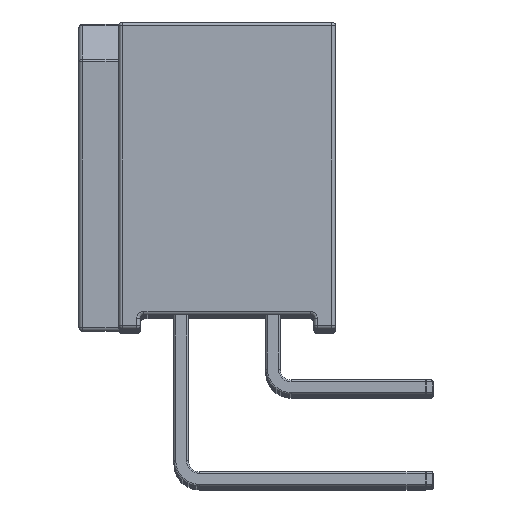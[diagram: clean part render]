
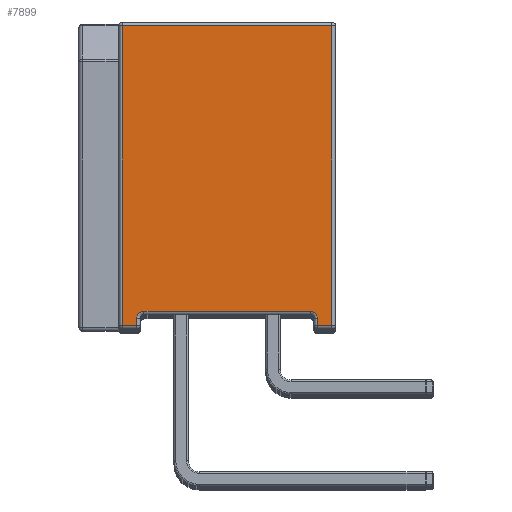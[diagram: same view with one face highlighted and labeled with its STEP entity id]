
A CAD part, top view. The second image highlights one B-rep face of the part: STEP entity #7899.
In plain terms, the highlighted face is planar.
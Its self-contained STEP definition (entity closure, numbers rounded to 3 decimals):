
#46 = VERTEX_POINT ( 'NONE', #671 ) ;
#365 = ORIENTED_EDGE ( 'NONE', *, *, #6744, .T. ) ;
#398 = AXIS2_PLACEMENT_3D ( 'NONE', #1832, #6398, #2504 ) ;
#505 = VERTEX_POINT ( 'NONE', #5038 ) ;
#671 = CARTESIAN_POINT ( 'NONE',  ( 0., -3.95, 2.3 ) ) ;
#743 = LINE ( 'NONE', #4579, #5749 ) ;
#808 = LINE ( 'NONE', #6094, #4105 ) ;
#811 = CARTESIAN_POINT ( 'NONE',  ( 0., 3.95, 0. ) ) ;
#929 = VERTEX_POINT ( 'NONE', #2641 ) ;
#991 = CARTESIAN_POINT ( 'NONE',  ( 0., -3.95, -2.3 ) ) ;
#1048 = VECTOR ( 'NONE', #7341, 1000. ) ;
#1128 = FACE_OUTER_BOUND ( 'NONE', #4174, .T. ) ;
#1144 = VECTOR ( 'NONE', #4213, 1000. ) ;
#1252 = LINE ( 'NONE', #4750, #1048 ) ;
#1327 = LINE ( 'NONE', #5012, #7875 ) ;
#1832 = CARTESIAN_POINT ( 'NONE',  ( 0., -4.15, 2.3 ) ) ;
#1864 = VERTEX_POINT ( 'NONE', #7054 ) ;
#1879 = VECTOR ( 'NONE', #2154, 1000. ) ;
#1910 = VERTEX_POINT ( 'NONE', #7756 ) ;
#2014 = CARTESIAN_POINT ( 'NONE',  ( 0., -4.15, -2.3 ) ) ;
#2154 = DIRECTION ( 'NONE',  ( 0., 0., 1. ) ) ;
#2237 = EDGE_CURVE ( 'NONE', #1864, #5956, #1252, .T. ) ;
#2345 = DIRECTION ( 'NONE',  ( 0., 0., -1. ) ) ;
#2359 = CARTESIAN_POINT ( 'NONE',  ( 0., -3.95, 0. ) ) ;
#2465 = EDGE_CURVE ( 'NONE', #46, #5088, #8112, .T. ) ;
#2504 = DIRECTION ( 'NONE',  ( 0., 0., -1. ) ) ;
#2585 = LINE ( 'NONE', #7530, #7590 ) ;
#2641 = CARTESIAN_POINT ( 'NONE',  ( 0., -4.15, 2.5 ) ) ;
#2667 = ORIENTED_EDGE ( 'NONE', *, *, #7858, .T. ) ;
#2671 = DIRECTION ( 'NONE',  ( 0., 0., -1. ) ) ;
#3112 = ORIENTED_EDGE ( 'NONE', *, *, #7248, .F. ) ;
#3739 = DIRECTION ( 'NONE',  ( 1., 0., 0. ) ) ;
#3923 = DIRECTION ( 'NONE',  ( 0., 1., 0. ) ) ;
#3942 = ORIENTED_EDGE ( 'NONE', *, *, #2237, .T. ) ;
#3965 = EDGE_CURVE ( 'NONE', #5956, #6921, #2585, .T. ) ;
#4105 = VECTOR ( 'NONE', #4120, 1000. ) ;
#4120 = DIRECTION ( 'NONE',  ( 0., -1., 0. ) ) ;
#4174 = EDGE_LOOP ( 'NONE', ( #2667, #4292, #3112, #4685, #7206, #3942, #4806, #4492, #365, #6620 ) ) ;
#4198 = VECTOR ( 'NONE', #6742, 1000. ) ;
#4213 = DIRECTION ( 'NONE',  ( 0., 0., -1. ) ) ;
#4292 = ORIENTED_EDGE ( 'NONE', *, *, #6092, .T. ) ;
#4492 = ORIENTED_EDGE ( 'NONE', *, *, #6641, .T. ) ;
#4579 = CARTESIAN_POINT ( 'NONE',  ( 0., -4.05, 2.5 ) ) ;
#4597 = VERTEX_POINT ( 'NONE', #8192 ) ;
#4685 = ORIENTED_EDGE ( 'NONE', *, *, #2465, .T. ) ;
#4750 = CARTESIAN_POINT ( 'NONE',  ( 0., -4.45, -2.5 ) ) ;
#4774 = CARTESIAN_POINT ( 'NONE',  ( 0., -4.35, 2.9 ) ) ;
#4776 = CARTESIAN_POINT ( 'NONE',  ( 0., -4.35, -2.9 ) ) ;
#4806 = ORIENTED_EDGE ( 'NONE', *, *, #3965, .T. ) ;
#5012 = CARTESIAN_POINT ( 'NONE',  ( 0., -4.35, 0. ) ) ;
#5038 = CARTESIAN_POINT ( 'NONE',  ( 0., -4.35, 2.5 ) ) ;
#5088 = VERTEX_POINT ( 'NONE', #991 ) ;
#5102 = CARTESIAN_POINT ( 'NONE',  ( 0., -4.35, -2.5 ) ) ;
#5671 = DIRECTION ( 'NONE',  ( 0., 0., -1. ) ) ;
#5749 = VECTOR ( 'NONE', #3923, 1000. ) ;
#5956 = VERTEX_POINT ( 'NONE', #5102 ) ;
#6084 = CARTESIAN_POINT ( 'NONE',  ( 0., 0., -2.9 ) ) ;
#6092 = EDGE_CURVE ( 'NONE', #505, #929, #743, .T. ) ;
#6094 = CARTESIAN_POINT ( 'NONE',  ( 0., 0., 2.9 ) ) ;
#6109 = LINE ( 'NONE', #6084, #4198 ) ;
#6143 = EDGE_CURVE ( 'NONE', #1864, #5088, #7507, .T. ) ;
#6275 = VERTEX_POINT ( 'NONE', #4774 ) ;
#6398 = DIRECTION ( 'NONE',  ( 1., 0., 0. ) ) ;
#6561 = DIRECTION ( 'NONE',  ( 1., 0., 0. ) ) ;
#6620 = ORIENTED_EDGE ( 'NONE', *, *, #7646, .T. ) ;
#6641 = EDGE_CURVE ( 'NONE', #6921, #4597, #6109, .T. ) ;
#6742 = DIRECTION ( 'NONE',  ( 0., 1., 0. ) ) ;
#6744 = EDGE_CURVE ( 'NONE', #4597, #1910, #7067, .T. ) ;
#6921 = VERTEX_POINT ( 'NONE', #4776 ) ;
#6944 = CIRCLE ( 'NONE', #398, 0.2 ) ;
#6975 = PLANE ( 'NONE',  #7084 ) ;
#7054 = CARTESIAN_POINT ( 'NONE',  ( 0., -4.15, -2.5 ) ) ;
#7067 = LINE ( 'NONE', #811, #1879 ) ;
#7068 = AXIS2_PLACEMENT_3D ( 'NONE', #2014, #6561, #2671 ) ;
#7084 = AXIS2_PLACEMENT_3D ( 'NONE', #8290, #3739, #8316 ) ;
#7206 = ORIENTED_EDGE ( 'NONE', *, *, #6143, .F. ) ;
#7248 = EDGE_CURVE ( 'NONE', #46, #929, #6944, .T. ) ;
#7341 = DIRECTION ( 'NONE',  ( 0., -1., 0. ) ) ;
#7507 = CIRCLE ( 'NONE', #7068, 0.2 ) ;
#7530 = CARTESIAN_POINT ( 'NONE',  ( 0., -4.35, -3. ) ) ;
#7590 = VECTOR ( 'NONE', #2345, 1000. ) ;
#7646 = EDGE_CURVE ( 'NONE', #1910, #6275, #808, .T. ) ;
#7756 = CARTESIAN_POINT ( 'NONE',  ( 0., 3.95, 2.9 ) ) ;
#7858 = EDGE_CURVE ( 'NONE', #6275, #505, #1327, .T. ) ;
#7875 = VECTOR ( 'NONE', #5671, 1000. ) ;
#7899 = ADVANCED_FACE ( 'NONE', ( #1128 ), #6975, .T. ) ;
#8112 = LINE ( 'NONE', #2359, #1144 ) ;
#8192 = CARTESIAN_POINT ( 'NONE',  ( 0., 3.95, -2.9 ) ) ;
#8290 = CARTESIAN_POINT ( 'NONE',  ( 0., 0., 0. ) ) ;
#8316 = DIRECTION ( 'NONE',  ( 0., 0., -1. ) ) ;
